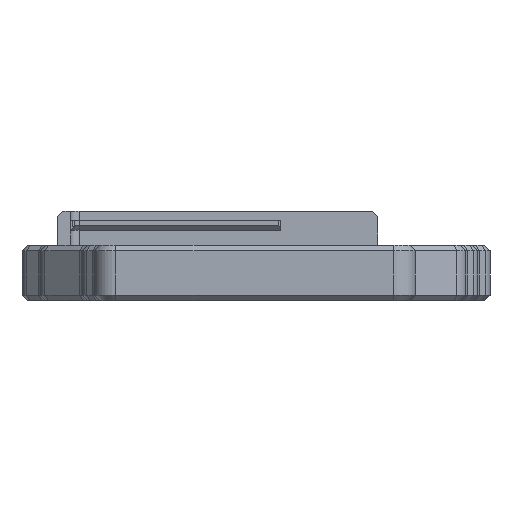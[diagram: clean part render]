
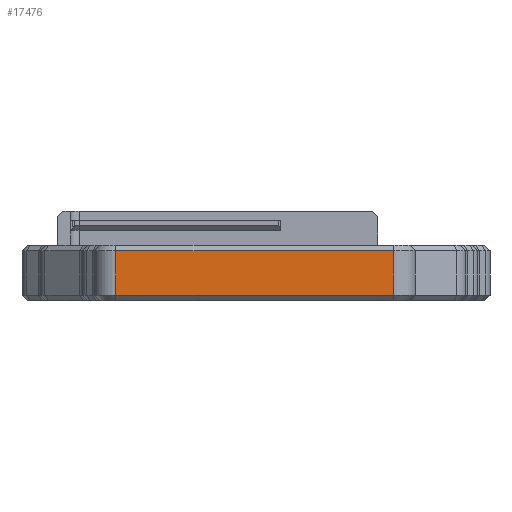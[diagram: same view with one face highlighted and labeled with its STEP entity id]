
A CAD part, left-side view. The second image highlights one B-rep face of the part: STEP entity #17476.
In plain terms, the highlighted planar face has unit normal (-1, 0, 0).
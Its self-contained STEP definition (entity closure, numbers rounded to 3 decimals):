
#1504=FACE_OUTER_BOUND('',#2475,.T.);
#2475=EDGE_LOOP('',(#11810,#11811,#11812,#11813));
#3600=LINE('',#25930,#5430);
#3638=LINE('',#26045,#5468);
#3640=LINE('',#26051,#5470);
#3641=LINE('',#26052,#5471);
#5430=VECTOR('',#20445,10.);
#5468=VECTOR('',#20563,10.);
#5470=VECTOR('',#20569,10.);
#5471=VECTOR('',#20570,10.);
#7261=VERTEX_POINT('',#25922);
#7263=VERTEX_POINT('',#25928);
#7300=VERTEX_POINT('',#26044);
#7302=VERTEX_POINT('',#26050);
#9014=EDGE_CURVE('',#7263,#7261,#3600,.T.);
#9072=EDGE_CURVE('',#7261,#7300,#3638,.T.);
#9075=EDGE_CURVE('',#7263,#7302,#3640,.T.);
#9076=EDGE_CURVE('',#7300,#7302,#3641,.T.);
#11810=ORIENTED_EDGE('',*,*,#9014,.F.);
#11811=ORIENTED_EDGE('',*,*,#9075,.T.);
#11812=ORIENTED_EDGE('',*,*,#9076,.F.);
#11813=ORIENTED_EDGE('',*,*,#9072,.F.);
#16947=PLANE('',#18514);
#17476=ADVANCED_FACE('',(#1504),#16947,.T.);
#18514=AXIS2_PLACEMENT_3D('',#26049,#20567,#20568);
#20445=DIRECTION('',(0.,1.,0.));
#20563=DIRECTION('',(0.,0.,1.));
#20567=DIRECTION('center_axis',(-1.,0.,0.));
#20568=DIRECTION('ref_axis',(0.,-1.,0.));
#20569=DIRECTION('',(0.,0.,1.));
#20570=DIRECTION('',(0.,-1.,0.));
#25922=CARTESIAN_POINT('',(-142.25,69.493,1.));
#25928=CARTESIAN_POINT('',(-142.25,16.293,1.));
#25930=CARTESIAN_POINT('',(-142.25,56.068,1.));
#26044=CARTESIAN_POINT('',(-142.25,69.493,9.6));
#26045=CARTESIAN_POINT('',(-142.25,69.493,0.));
#26049=CARTESIAN_POINT('Origin',(-142.25,69.493,0.));
#26050=CARTESIAN_POINT('',(-142.25,16.293,9.6));
#26051=CARTESIAN_POINT('',(-142.25,16.293,0.));
#26052=CARTESIAN_POINT('',(-142.25,56.068,9.6));
